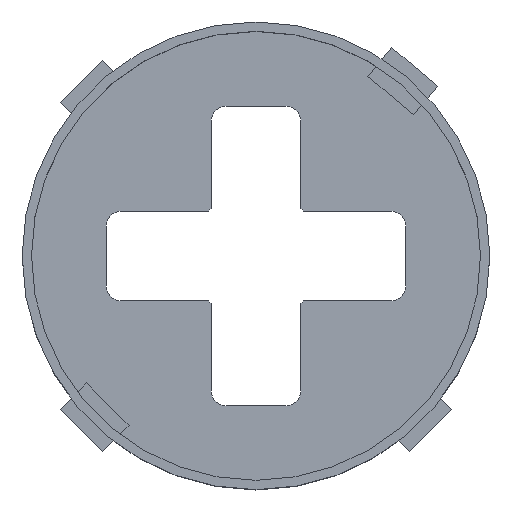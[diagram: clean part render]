
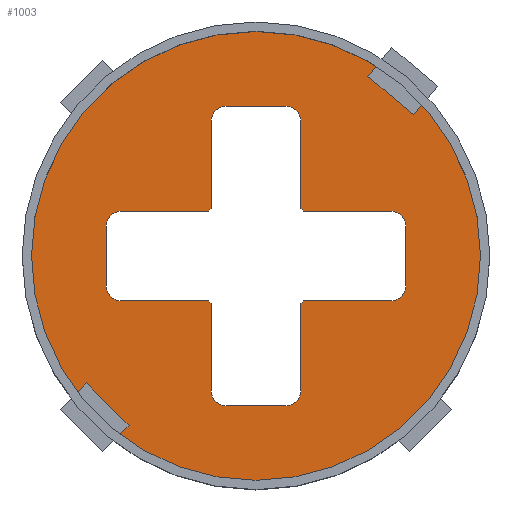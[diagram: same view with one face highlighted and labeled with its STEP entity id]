
A CAD part, top view. The second image highlights one B-rep face of the part: STEP entity #1003.
In plain terms, the highlighted planar face has unit normal (0, 0, 1).
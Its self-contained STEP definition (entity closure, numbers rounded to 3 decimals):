
#762=CARTESIAN_POINT('',(-30.,0.,-81.));
#763=VERTEX_POINT('',#762);
#770=CARTESIAN_POINT('',(30.,-0.,-81.));
#771=VERTEX_POINT('',#770);
#772=CARTESIAN_POINT('',(0.,0.,-81.));
#773=DIRECTION('',(0.,0.,1.));
#774=DIRECTION('',(1.,0.,-0.));
#775=AXIS2_PLACEMENT_3D('',#772,#773,#774);
#776=CIRCLE('',#775,30.);
#777=EDGE_CURVE('',#771,#763,#776,.T.);
#779=CARTESIAN_POINT('',(0.,0.,-81.));
#780=DIRECTION('',(0.,0.,1.));
#781=DIRECTION('',(1.,0.,-0.));
#782=AXIS2_PLACEMENT_3D('',#779,#780,#781);
#783=CIRCLE('',#782,30.);
#784=EDGE_CURVE('',#763,#771,#783,.T.);
#792=CARTESIAN_POINT('',(0.,0.,-81.));
#793=DIRECTION('',(0.,0.,1.));
#794=DIRECTION('',(1.,0.,0.));
#795=AXIS2_PLACEMENT_3D('',#792,#793,#794);
#796=PLANE('',#795);
#797=CARTESIAN_POINT('',(4.,-20.,-81.));
#798=VERTEX_POINT('',#797);
#799=CARTESIAN_POINT('',(6.,-18.,-81.));
#800=VERTEX_POINT('',#799);
#801=CARTESIAN_POINT('',(4.,-18.,-81.));
#802=DIRECTION('',(0.,0.,1.));
#803=DIRECTION('',(1.,0.,-0.));
#804=AXIS2_PLACEMENT_3D('',#801,#802,#803);
#805=CIRCLE('',#804,2.);
#806=EDGE_CURVE('',#798,#800,#805,.T.);
#807=ORIENTED_EDGE('',*,*,#806,.F.);
#808=CARTESIAN_POINT('',(-4.,-20.,-81.));
#809=VERTEX_POINT('',#808);
#810=CARTESIAN_POINT('',(-4.,-20.,-81.));
#811=DIRECTION('',(1.,0.,-0.));
#812=VECTOR('',#811,8.);
#813=LINE('',#810,#812);
#814=EDGE_CURVE('',#809,#798,#813,.T.);
#815=ORIENTED_EDGE('',*,*,#814,.F.);
#816=CARTESIAN_POINT('',(-6.,-18.,-81.));
#817=VERTEX_POINT('',#816);
#818=CARTESIAN_POINT('',(-4.,-18.,-81.));
#819=DIRECTION('',(0.,0.,1.));
#820=DIRECTION('',(1.,0.,-0.));
#821=AXIS2_PLACEMENT_3D('',#818,#819,#820);
#822=CIRCLE('',#821,2.);
#823=EDGE_CURVE('',#817,#809,#822,.T.);
#824=ORIENTED_EDGE('',*,*,#823,.F.);
#825=CARTESIAN_POINT('',(-6.,-6.343,-81.));
#826=VERTEX_POINT('',#825);
#827=CARTESIAN_POINT('',(-6.,-18.,-81.));
#828=DIRECTION('',(0.,1.,0.));
#829=VECTOR('',#828,11.657);
#830=LINE('',#827,#829);
#831=EDGE_CURVE('',#817,#826,#830,.T.);
#832=ORIENTED_EDGE('',*,*,#831,.T.);
#833=CARTESIAN_POINT('',(-6.343,-6.,-81.));
#834=VERTEX_POINT('',#833);
#835=CARTESIAN_POINT('',(-6.,-6.343,-81.));
#836=DIRECTION('',(-0.707,0.707,0.));
#837=VECTOR('',#836,0.485);
#838=LINE('',#835,#837);
#839=EDGE_CURVE('',#826,#834,#838,.T.);
#840=ORIENTED_EDGE('',*,*,#839,.T.);
#841=CARTESIAN_POINT('',(-18.,-6.,-81.));
#842=VERTEX_POINT('',#841);
#843=CARTESIAN_POINT('',(-18.,-6.,-81.));
#844=DIRECTION('',(1.,-0.,0.));
#845=VECTOR('',#844,11.657);
#846=LINE('',#843,#845);
#847=EDGE_CURVE('',#842,#834,#846,.T.);
#848=ORIENTED_EDGE('',*,*,#847,.F.);
#849=CARTESIAN_POINT('',(-20.,-4.,-81.));
#850=VERTEX_POINT('',#849);
#851=CARTESIAN_POINT('',(-18.,-4.,-81.));
#852=DIRECTION('',(0.,0.,1.));
#853=DIRECTION('',(1.,0.,-0.));
#854=AXIS2_PLACEMENT_3D('',#851,#852,#853);
#855=CIRCLE('',#854,2.);
#856=EDGE_CURVE('',#850,#842,#855,.T.);
#857=ORIENTED_EDGE('',*,*,#856,.F.);
#858=CARTESIAN_POINT('',(-20.,4.,-81.));
#859=VERTEX_POINT('',#858);
#860=CARTESIAN_POINT('',(-20.,4.,-81.));
#861=DIRECTION('',(0.,-1.,0.));
#862=VECTOR('',#861,8.);
#863=LINE('',#860,#862);
#864=EDGE_CURVE('',#859,#850,#863,.T.);
#865=ORIENTED_EDGE('',*,*,#864,.F.);
#866=CARTESIAN_POINT('',(-18.,6.,-81.));
#867=VERTEX_POINT('',#866);
#868=CARTESIAN_POINT('',(-18.,4.,-81.));
#869=DIRECTION('',(0.,0.,1.));
#870=DIRECTION('',(1.,0.,-0.));
#871=AXIS2_PLACEMENT_3D('',#868,#869,#870);
#872=CIRCLE('',#871,2.);
#873=EDGE_CURVE('',#867,#859,#872,.T.);
#874=ORIENTED_EDGE('',*,*,#873,.F.);
#875=CARTESIAN_POINT('',(-6.343,6.,-81.));
#876=VERTEX_POINT('',#875);
#877=CARTESIAN_POINT('',(-18.,6.,-81.));
#878=DIRECTION('',(1.,-0.,0.));
#879=VECTOR('',#878,11.657);
#880=LINE('',#877,#879);
#881=EDGE_CURVE('',#867,#876,#880,.T.);
#882=ORIENTED_EDGE('',*,*,#881,.T.);
#883=CARTESIAN_POINT('',(-6.,6.343,-81.));
#884=VERTEX_POINT('',#883);
#885=CARTESIAN_POINT('',(-6.343,6.,-81.));
#886=DIRECTION('',(0.707,0.707,0.));
#887=VECTOR('',#886,0.485);
#888=LINE('',#885,#887);
#889=EDGE_CURVE('',#876,#884,#888,.T.);
#890=ORIENTED_EDGE('',*,*,#889,.T.);
#891=CARTESIAN_POINT('',(-6.,18.,-81.));
#892=VERTEX_POINT('',#891);
#893=CARTESIAN_POINT('',(-6.,18.,-81.));
#894=DIRECTION('',(-0.,-1.,0.));
#895=VECTOR('',#894,11.657);
#896=LINE('',#893,#895);
#897=EDGE_CURVE('',#892,#884,#896,.T.);
#898=ORIENTED_EDGE('',*,*,#897,.F.);
#899=CARTESIAN_POINT('',(-4.,20.,-81.));
#900=VERTEX_POINT('',#899);
#901=CARTESIAN_POINT('',(-4.,18.,-81.));
#902=DIRECTION('',(0.,0.,1.));
#903=DIRECTION('',(1.,0.,-0.));
#904=AXIS2_PLACEMENT_3D('',#901,#902,#903);
#905=CIRCLE('',#904,2.);
#906=EDGE_CURVE('',#900,#892,#905,.T.);
#907=ORIENTED_EDGE('',*,*,#906,.F.);
#908=CARTESIAN_POINT('',(4.,20.,-81.));
#909=VERTEX_POINT('',#908);
#910=CARTESIAN_POINT('',(4.,20.,-81.));
#911=DIRECTION('',(-1.,0.,0.));
#912=VECTOR('',#911,8.);
#913=LINE('',#910,#912);
#914=EDGE_CURVE('',#909,#900,#913,.T.);
#915=ORIENTED_EDGE('',*,*,#914,.F.);
#916=CARTESIAN_POINT('',(6.,18.,-81.));
#917=VERTEX_POINT('',#916);
#918=CARTESIAN_POINT('',(4.,18.,-81.));
#919=DIRECTION('',(0.,0.,1.));
#920=DIRECTION('',(1.,0.,-0.));
#921=AXIS2_PLACEMENT_3D('',#918,#919,#920);
#922=CIRCLE('',#921,2.);
#923=EDGE_CURVE('',#917,#909,#922,.T.);
#924=ORIENTED_EDGE('',*,*,#923,.F.);
#925=CARTESIAN_POINT('',(6.,6.343,-81.));
#926=VERTEX_POINT('',#925);
#927=CARTESIAN_POINT('',(6.,18.,-81.));
#928=DIRECTION('',(-0.,-1.,0.));
#929=VECTOR('',#928,11.657);
#930=LINE('',#927,#929);
#931=EDGE_CURVE('',#917,#926,#930,.T.);
#932=ORIENTED_EDGE('',*,*,#931,.T.);
#933=CARTESIAN_POINT('',(6.343,6.,-81.));
#934=VERTEX_POINT('',#933);
#935=CARTESIAN_POINT('',(6.,6.343,-81.));
#936=DIRECTION('',(0.707,-0.707,0.));
#937=VECTOR('',#936,0.485);
#938=LINE('',#935,#937);
#939=EDGE_CURVE('',#926,#934,#938,.T.);
#940=ORIENTED_EDGE('',*,*,#939,.T.);
#941=CARTESIAN_POINT('',(18.,6.,-81.));
#942=VERTEX_POINT('',#941);
#943=CARTESIAN_POINT('',(18.,6.,-81.));
#944=DIRECTION('',(-1.,0.,0.));
#945=VECTOR('',#944,11.657);
#946=LINE('',#943,#945);
#947=EDGE_CURVE('',#942,#934,#946,.T.);
#948=ORIENTED_EDGE('',*,*,#947,.F.);
#949=CARTESIAN_POINT('',(20.,4.,-81.));
#950=VERTEX_POINT('',#949);
#951=CARTESIAN_POINT('',(18.,4.,-81.));
#952=DIRECTION('',(0.,0.,1.));
#953=DIRECTION('',(1.,0.,-0.));
#954=AXIS2_PLACEMENT_3D('',#951,#952,#953);
#955=CIRCLE('',#954,2.);
#956=EDGE_CURVE('',#950,#942,#955,.T.);
#957=ORIENTED_EDGE('',*,*,#956,.F.);
#958=CARTESIAN_POINT('',(20.,-4.,-81.));
#959=VERTEX_POINT('',#958);
#960=CARTESIAN_POINT('',(20.,-4.,-81.));
#961=DIRECTION('',(0.,1.,0.));
#962=VECTOR('',#961,8.);
#963=LINE('',#960,#962);
#964=EDGE_CURVE('',#959,#950,#963,.T.);
#965=ORIENTED_EDGE('',*,*,#964,.F.);
#966=CARTESIAN_POINT('',(18.,-6.,-81.));
#967=VERTEX_POINT('',#966);
#968=CARTESIAN_POINT('',(18.,-4.,-81.));
#969=DIRECTION('',(0.,0.,1.));
#970=DIRECTION('',(1.,0.,-0.));
#971=AXIS2_PLACEMENT_3D('',#968,#969,#970);
#972=CIRCLE('',#971,2.);
#973=EDGE_CURVE('',#967,#959,#972,.T.);
#974=ORIENTED_EDGE('',*,*,#973,.F.);
#975=CARTESIAN_POINT('',(6.343,-6.,-81.));
#976=VERTEX_POINT('',#975);
#977=CARTESIAN_POINT('',(18.,-6.,-81.));
#978=DIRECTION('',(-1.,0.,0.));
#979=VECTOR('',#978,11.657);
#980=LINE('',#977,#979);
#981=EDGE_CURVE('',#967,#976,#980,.T.);
#982=ORIENTED_EDGE('',*,*,#981,.T.);
#983=CARTESIAN_POINT('',(6.,-6.343,-81.));
#984=VERTEX_POINT('',#983);
#985=CARTESIAN_POINT('',(6.343,-6.,-81.));
#986=DIRECTION('',(-0.707,-0.707,0.));
#987=VECTOR('',#986,0.485);
#988=LINE('',#985,#987);
#989=EDGE_CURVE('',#976,#984,#988,.T.);
#990=ORIENTED_EDGE('',*,*,#989,.T.);
#991=CARTESIAN_POINT('',(6.,-18.,-81.));
#992=DIRECTION('',(0.,1.,0.));
#993=VECTOR('',#992,11.657);
#994=LINE('',#991,#993);
#995=EDGE_CURVE('',#800,#984,#994,.T.);
#996=ORIENTED_EDGE('',*,*,#995,.F.);
#997=EDGE_LOOP('',(#807,#815,#824,#832,#840,#848,#857,#865,#874,#882,#890,#898,#907,#915,#924,#932,#940,#948,#957,#965,#974,#982,#990,#996));
#998=FACE_BOUND('',#997,.T.);
#999=ORIENTED_EDGE('',*,*,#777,.T.);
#1000=ORIENTED_EDGE('',*,*,#784,.T.);
#1001=EDGE_LOOP('',(#999,#1000));
#1002=FACE_BOUND('',#1001,.T.);
#1003=ADVANCED_FACE('',(#998,#1002),#796,.T.);
